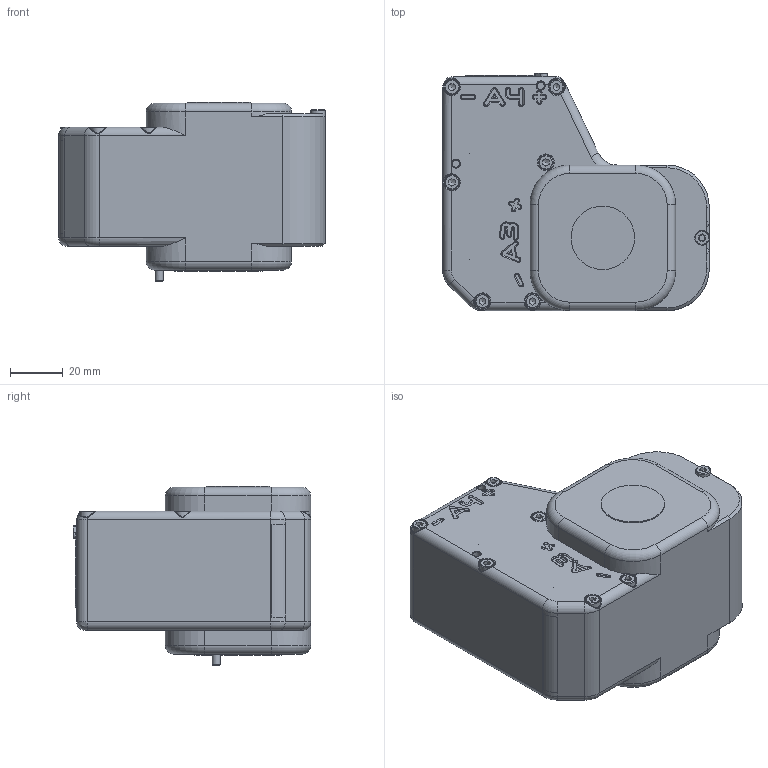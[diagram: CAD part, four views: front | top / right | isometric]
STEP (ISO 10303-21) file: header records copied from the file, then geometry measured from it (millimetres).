
FILE_DESCRIPTION(/* description */ (''),/* implementation_level */ '2;1');
FILE_NAME(/* name */ 'A⁮xis 4 - Elbow simple.stp',/* time_stamp */ '2017-05-25T08:25:48-04:00',/* author */ ('Jonathan'),/* organization */ (''),/* preprocessor_version */ 'ST-DEVELOPER v16.5',/* originating_system */ 'Autodesk Inventor 2017',/* authorisation */ '');
FILE_SCHEMA (('AUTOMOTIVE_DESIGN { 1 0 10303 214 3 1 1 }'));
Length unit declared in the file: inch
Products named in the file (1): A⁮xis 4 - Elbow simple
Bounding box: 100.75 x 89.75 x 68 mm (x, y, z)
Volume: 374065.9 mm3; surface area: 34525.6 mm2
Topology: 1 solids, 9 shells, 848 faces, 2024 edges, 1231 vertices
Faces by surface type: plane 361, bspline 344, cylinder 82, torus 37, cone 24
Full cylindrical faces by diameter (mm): 1.575 x2, 2.464 x2, 3 x3, 4 x4, 4.2 x4, 5.5 x7, 6 x6, 7 x4, 7.5 x4, 24 x1, 27.768 x1, 33.192 x1
Entity records: 32429 total; most frequent: CARTESIAN_POINT 14699, ORIENTED_EDGE 3842, DIRECTION 2579, EDGE_CURVE 1921, VERTEX_POINT 1200, LINE 1055, VECTOR 1055, EDGE_LOOP 965
